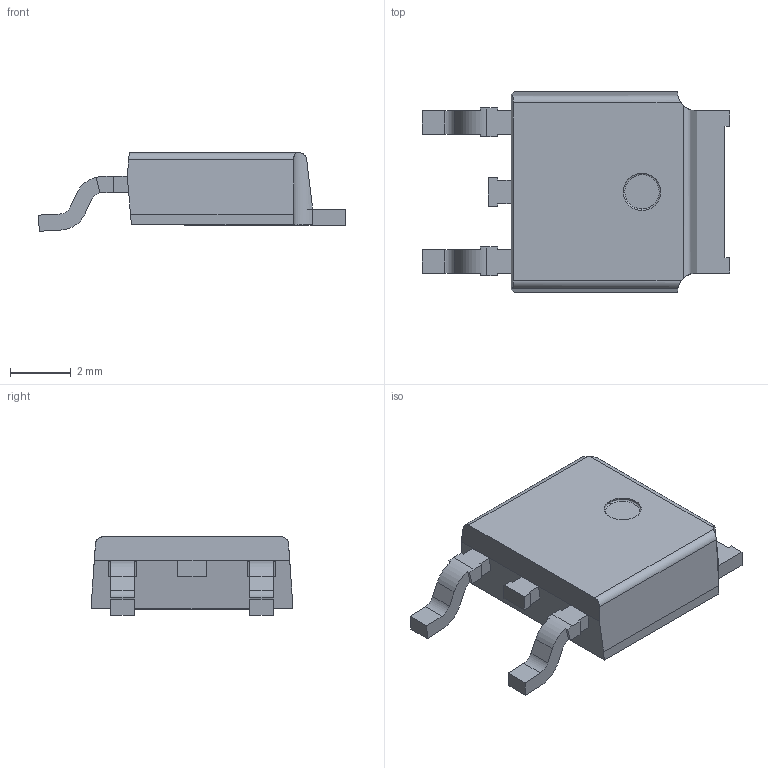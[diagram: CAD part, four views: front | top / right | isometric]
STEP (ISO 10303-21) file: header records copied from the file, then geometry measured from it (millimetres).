
FILE_DESCRIPTION (( 'STEP AP214' ), '1' );
FILE_NAME ('IPD047N03LF2SATMA1.STEP', '2025-01-21T11:09:47', ( '' ), ( '' ), 'SwSTEP 2.0', 'SolidWorks 2023', '' );
FILE_SCHEMA (( 'AUTOMOTIVE_DESIGN' ));
Length unit declared in the file: millimetre
Products named in the file (1): IPD047N03LF2SATMA1
Bounding box: 10.1 x 6.6 x 2.58 mm (x, y, z)
Volume: 96.1 mm3; surface area: 223.6 mm2
Topology: 5 solids, 5 shells, 128 faces, 346 edges, 230 vertices
Faces by surface type: plane 95, cylinder 31, bspline 2
Entity records: 5561 total; most frequent: CARTESIAN_POINT 831, ORIENTED_EDGE 692, DIRECTION 656, EDGE_CURVE 346, VECTOR 266, LINE 266, VERTEX_POINT 230, AXIS2_PLACEMENT_3D 195
